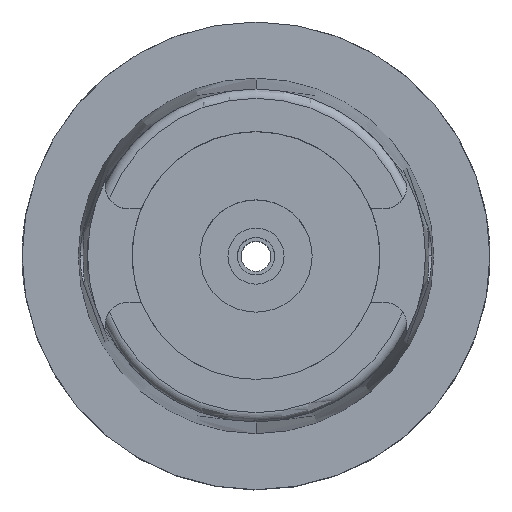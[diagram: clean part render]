
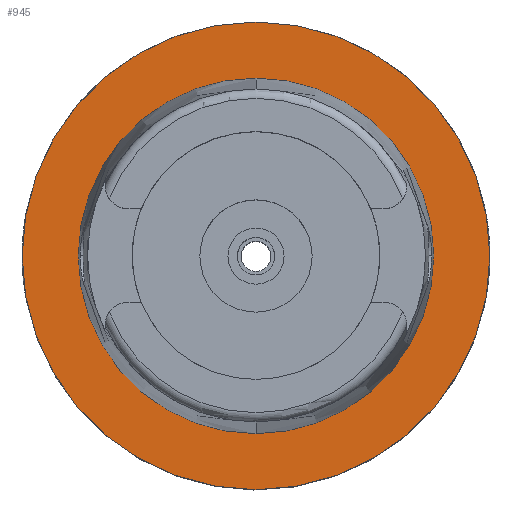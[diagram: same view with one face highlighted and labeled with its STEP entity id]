
A CAD part, top view. The second image highlights one B-rep face of the part: STEP entity #945.
In plain terms, the highlighted planar face has unit normal (0, 0, 1).
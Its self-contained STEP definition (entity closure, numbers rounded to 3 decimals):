
#288 = VERTEX_POINT ( 'NONE', #5166 ) ;
#305 = EDGE_LOOP ( 'NONE', ( #649, #4073 ) ) ;
#525 = DIRECTION ( 'NONE',  ( 0., 0., 1. ) ) ;
#577 = DIRECTION ( 'NONE',  ( 0., 0., -1. ) ) ;
#649 = ORIENTED_EDGE ( 'NONE', *, *, #1485, .F. ) ;
#753 = CIRCLE ( 'NONE', #4157, 38. ) ;
#863 = CIRCLE ( 'NONE', #2975, 50. ) ;
#945 = ADVANCED_FACE ( 'NONE', ( #1042, #2490 ), #4474, .T. ) ;
#1042 = FACE_OUTER_BOUND ( 'NONE', #5254, .T. ) ;
#1084 = CARTESIAN_POINT ( 'NONE',  ( 0., 0., 0. ) ) ;
#1195 = CARTESIAN_POINT ( 'NONE',  ( 0., 0., 0. ) ) ;
#1230 = DIRECTION ( 'NONE',  ( 0., -1., 0. ) ) ;
#1485 = EDGE_CURVE ( 'NONE', #1768, #2511, #753, .T. ) ;
#1522 = EDGE_CURVE ( 'NONE', #5164, #288, #863, .T. ) ;
#1768 = VERTEX_POINT ( 'NONE', #2842 ) ;
#1820 = CIRCLE ( 'NONE', #5285, 38. ) ;
#1920 = CARTESIAN_POINT ( 'NONE',  ( 0., 0., 0. ) ) ;
#2411 = CARTESIAN_POINT ( 'NONE',  ( 0., -50., 0. ) ) ;
#2416 = DIRECTION ( 'NONE',  ( 0., -1., 0. ) ) ;
#2447 = DIRECTION ( 'NONE',  ( 0., 1., 0. ) ) ;
#2490 = FACE_BOUND ( 'NONE', #305, .T. ) ;
#2499 = DIRECTION ( 'NONE',  ( 0., 1., 0. ) ) ;
#2511 = VERTEX_POINT ( 'NONE', #3103 ) ;
#2842 = CARTESIAN_POINT ( 'NONE',  ( 0., 38., 0. ) ) ;
#2975 = AXIS2_PLACEMENT_3D ( 'NONE', #1920, #5241, #2416 ) ;
#3072 = CARTESIAN_POINT ( 'NONE',  ( 0., 0., 0. ) ) ;
#3103 = CARTESIAN_POINT ( 'NONE',  ( 0., -38., 0. ) ) ;
#3205 = DIRECTION ( 'NONE',  ( 0., 0., 1. ) ) ;
#3435 = EDGE_CURVE ( 'NONE', #2511, #1768, #1820, .T. ) ;
#3509 = ORIENTED_EDGE ( 'NONE', *, *, #1522, .F. ) ;
#4065 = DIRECTION ( 'NONE',  ( 1., 0., 0. ) ) ;
#4073 = ORIENTED_EDGE ( 'NONE', *, *, #3435, .F. ) ;
#4152 = AXIS2_PLACEMENT_3D ( 'NONE', #3072, #5395, #4065 ) ;
#4157 = AXIS2_PLACEMENT_3D ( 'NONE', #5702, #525, #2447 ) ;
#4220 = CIRCLE ( 'NONE', #4718, 50. ) ;
#4474 = PLANE ( 'NONE',  #4152 ) ;
#4718 = AXIS2_PLACEMENT_3D ( 'NONE', #1084, #577, #2499 ) ;
#4749 = ORIENTED_EDGE ( 'NONE', *, *, #5593, .F. ) ;
#5164 = VERTEX_POINT ( 'NONE', #2411 ) ;
#5166 = CARTESIAN_POINT ( 'NONE',  ( 0., 50., 0. ) ) ;
#5241 = DIRECTION ( 'NONE',  ( 0., 0., -1. ) ) ;
#5254 = EDGE_LOOP ( 'NONE', ( #4749, #3509 ) ) ;
#5285 = AXIS2_PLACEMENT_3D ( 'NONE', #1195, #3205, #1230 ) ;
#5395 = DIRECTION ( 'NONE',  ( 0., 0., 1. ) ) ;
#5593 = EDGE_CURVE ( 'NONE', #288, #5164, #4220, .T. ) ;
#5702 = CARTESIAN_POINT ( 'NONE',  ( 0., 0., 0. ) ) ;
